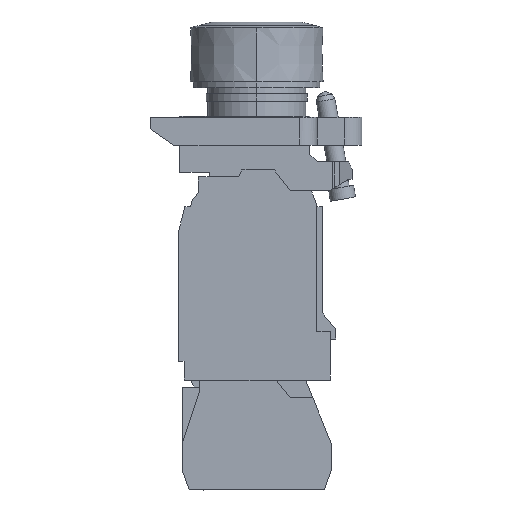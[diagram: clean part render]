
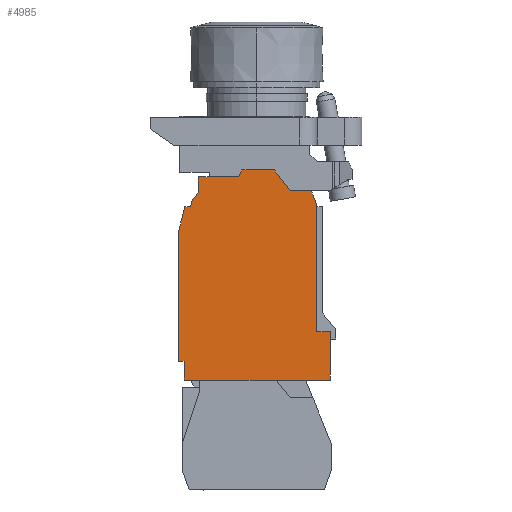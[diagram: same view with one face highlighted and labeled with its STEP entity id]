
A CAD part, left-side view. The second image highlights one B-rep face of the part: STEP entity #4985.
In plain terms, the highlighted planar face has unit normal (-1, 0, 0).
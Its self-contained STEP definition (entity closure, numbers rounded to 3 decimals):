
#346=DIRECTION('',(0.,1.,0.));
#347=VECTOR('',#346,6.32);
#348=CARTESIAN_POINT('',(0.2,20.08,67.2));
#349=LINE('',#348,#347);
#354=DIRECTION('',(0.,1.,0.));
#355=VECTOR('',#354,16.5);
#356=CARTESIAN_POINT('',(0.2,12.,23.6));
#357=LINE('',#356,#355);
#358=DIRECTION('',(0.,0.,-1.));
#359=VECTOR('',#358,4.);
#360=CARTESIAN_POINT('',(0.2,31.8,27.6));
#361=LINE('',#360,#359);
#362=DIRECTION('',(0.,-1.,0.));
#363=VECTOR('',#362,1.2);
#364=CARTESIAN_POINT('',(0.2,33.,27.6));
#365=LINE('',#364,#363);
#366=DIRECTION('',(0.,0.,-1.));
#367=VECTOR('',#366,27.747);
#368=CARTESIAN_POINT('',(0.2,33.,55.347));
#369=LINE('',#368,#367);
#370=DIRECTION('',(0.,0.242,-0.97));
#371=VECTOR('',#370,5.62);
#372=CARTESIAN_POINT('',(0.2,31.64,60.8));
#373=LINE('',#372,#371);
#374=DIRECTION('',(0.,1.,0.));
#375=VECTOR('',#374,1.237);
#376=CARTESIAN_POINT('',(0.2,30.404,60.8));
#377=LINE('',#376,#375);
#378=DIRECTION('',(0.,0.242,-0.97));
#379=VECTOR('',#378,1.34);
#380=CARTESIAN_POINT('',(0.2,30.08,62.1));
#381=LINE('',#380,#379);
#382=DIRECTION('',(0.,0.608,-0.794));
#383=VECTOR('',#382,2.268);
#384=CARTESIAN_POINT('',(0.2,28.7,63.9));
#385=LINE('',#384,#383);
#386=DIRECTION('',(0.,0.,-1.));
#387=VECTOR('',#386,3.3);
#388=CARTESIAN_POINT('',(0.2,28.7,67.2));
#389=LINE('',#388,#387);
#390=DIRECTION('',(0.,1.,0.));
#391=VECTOR('',#390,2.3);
#392=CARTESIAN_POINT('',(0.2,26.4,67.2));
#393=LINE('',#392,#391);
#394=DIRECTION('',(0.,0.375,0.927));
#395=VECTOR('',#394,3.171);
#396=CARTESIAN_POINT('',(0.2,3.3,61.26));
#397=LINE('',#396,#395);
#398=DIRECTION('',(0.,0.,1.));
#399=VECTOR('',#398,27.26);
#400=CARTESIAN_POINT('',(0.2,3.3,34.));
#401=LINE('',#400,#399);
#402=DIRECTION('',(0.,1.,0.));
#403=VECTOR('',#402,2.9);
#404=CARTESIAN_POINT('',(0.2,0.4,34.));
#405=LINE('',#404,#403);
#450=DIRECTION('',(0.,1.,0.));
#451=VECTOR('',#450,11.6);
#452=CARTESIAN_POINT('',(0.2,0.4,23.6));
#453=LINE('',#452,#451);
#476=DIRECTION('',(0.,1.,0.));
#477=VECTOR('',#476,3.3);
#478=CARTESIAN_POINT('',(0.2,28.5,23.6));
#479=LINE('',#478,#477);
#782=DIRECTION('',(0.,0.,-1.));
#783=VECTOR('',#782,10.4);
#784=CARTESIAN_POINT('',(0.2,0.4,34.));
#785=LINE('',#784,#783);
#1006=DIRECTION('',(0.,1.,0.));
#1007=VECTOR('',#1006,4.512);
#1008=CARTESIAN_POINT('',(0.2,4.488,64.2));
#1009=LINE('',#1008,#1007);
#2107=DIRECTION('',(0.,0.608,0.794));
#2108=VECTOR('',#2107,5.67);
#2109=CARTESIAN_POINT('',(0.2,9.,64.2));
#2110=LINE('',#2109,#2108);
#2115=DIRECTION('',(0.,1.,0.));
#2116=VECTOR('',#2115,6.919);
#2117=CARTESIAN_POINT('',(0.2,12.45,68.7));
#2118=LINE('',#2117,#2116);
#2119=DIRECTION('',(0.,-0.429,0.903));
#2120=VECTOR('',#2119,1.66);
#2121=CARTESIAN_POINT('',(0.2,20.08,67.2));
#2122=LINE('',#2121,#2120);
#4015=CARTESIAN_POINT('',(0.2,0.4,23.6));
#4017=VERTEX_POINT('',#4015);
#4019=CARTESIAN_POINT('',(0.2,0.4,34.));
#4020=VERTEX_POINT('',#4019);
#4053=CARTESIAN_POINT('',(0.2,31.8,23.6));
#4055=VERTEX_POINT('',#4053);
#4127=CARTESIAN_POINT('',(0.2,3.3,34.));
#4128=VERTEX_POINT('',#4127);
#4151=CARTESIAN_POINT('',(0.2,31.8,27.6));
#4152=VERTEX_POINT('',#4151);
#4153=CARTESIAN_POINT('',(0.2,33.,27.6));
#4154=VERTEX_POINT('',#4153);
#4155=CARTESIAN_POINT('',(0.2,33.,55.347));
#4156=VERTEX_POINT('',#4155);
#4157=CARTESIAN_POINT('',(0.2,31.64,60.8));
#4158=VERTEX_POINT('',#4157);
#4159=CARTESIAN_POINT('',(0.2,30.404,60.8));
#4160=VERTEX_POINT('',#4159);
#4161=CARTESIAN_POINT('',(0.2,30.08,62.1));
#4162=VERTEX_POINT('',#4161);
#4163=CARTESIAN_POINT('',(0.2,28.7,63.9));
#4164=VERTEX_POINT('',#4163);
#4165=CARTESIAN_POINT('',(0.2,28.7,67.2));
#4166=VERTEX_POINT('',#4165);
#4167=CARTESIAN_POINT('',(0.2,3.3,61.26));
#4168=VERTEX_POINT('',#4167);
#4231=CARTESIAN_POINT('',(0.2,12.45,68.7));
#4232=CARTESIAN_POINT('',(0.2,19.369,68.7));
#4233=VERTEX_POINT('',#4231);
#4234=VERTEX_POINT('',#4232);
#4235=CARTESIAN_POINT('',(0.2,20.08,67.2));
#4236=VERTEX_POINT('',#4235);
#4237=CARTESIAN_POINT('',(0.2,26.4,67.2));
#4238=VERTEX_POINT('',#4237);
#4247=CARTESIAN_POINT('',(0.2,4.488,64.2));
#4248=CARTESIAN_POINT('',(0.2,9.,64.2));
#4249=VERTEX_POINT('',#4247);
#4250=VERTEX_POINT('',#4248);
#4407=CARTESIAN_POINT('',(0.2,28.5,23.6));
#4409=VERTEX_POINT('',#4407);
#4421=CARTESIAN_POINT('',(0.2,12.,23.6));
#4422=VERTEX_POINT('',#4421);
#4938=CARTESIAN_POINT('',(0.2,31.8,23.6));
#4939=DIRECTION('',(1.,0.,0.));
#4940=DIRECTION('',(0.,1.,0.));
#4941=AXIS2_PLACEMENT_3D('',#4938,#4939,#4940);
#4942=PLANE('',#4941);
#4944=ORIENTED_EDGE('',*,*,#4943,.T.);
#4946=ORIENTED_EDGE('',*,*,#4945,.T.);
#4948=ORIENTED_EDGE('',*,*,#4947,.F.);
#4950=ORIENTED_EDGE('',*,*,#4949,.F.);
#4952=ORIENTED_EDGE('',*,*,#4951,.F.);
#4954=ORIENTED_EDGE('',*,*,#4953,.F.);
#4956=ORIENTED_EDGE('',*,*,#4955,.F.);
#4958=ORIENTED_EDGE('',*,*,#4957,.F.);
#4960=ORIENTED_EDGE('',*,*,#4959,.F.);
#4962=ORIENTED_EDGE('',*,*,#4961,.F.);
#4963=ORIENTED_EDGE('',*,*,#4896,.F.);
#4964=ORIENTED_EDGE('',*,*,#4929,.F.);
#4966=ORIENTED_EDGE('',*,*,#4965,.T.);
#4968=ORIENTED_EDGE('',*,*,#4967,.F.);
#4970=ORIENTED_EDGE('',*,*,#4969,.F.);
#4972=ORIENTED_EDGE('',*,*,#4971,.F.);
#4974=ORIENTED_EDGE('',*,*,#4973,.F.);
#4976=ORIENTED_EDGE('',*,*,#4975,.F.);
#4978=ORIENTED_EDGE('',*,*,#4977,.F.);
#4980=ORIENTED_EDGE('',*,*,#4979,.T.);
#4982=ORIENTED_EDGE('',*,*,#4981,.T.);
#4983=EDGE_LOOP('',(#4944,#4946,#4948,#4950,#4952,#4954,#4956,#4958,#4960,#4962,
#4963,#4964,#4966,#4968,#4970,#4972,#4974,#4976,#4978,#4980,#4982));
#4984=FACE_OUTER_BOUND('',#4983,.F.);
#4896=EDGE_CURVE('',#4238,#4166,#393,.T.);
#4929=EDGE_CURVE('',#4236,#4238,#349,.T.);
#4943=EDGE_CURVE('',#4422,#4409,#357,.T.);
#4945=EDGE_CURVE('',#4409,#4055,#479,.T.);
#4947=EDGE_CURVE('',#4152,#4055,#361,.T.);
#4949=EDGE_CURVE('',#4154,#4152,#365,.T.);
#4951=EDGE_CURVE('',#4156,#4154,#369,.T.);
#4953=EDGE_CURVE('',#4158,#4156,#373,.T.);
#4955=EDGE_CURVE('',#4160,#4158,#377,.T.);
#4957=EDGE_CURVE('',#4162,#4160,#381,.T.);
#4959=EDGE_CURVE('',#4164,#4162,#385,.T.);
#4961=EDGE_CURVE('',#4166,#4164,#389,.T.);
#4965=EDGE_CURVE('',#4236,#4234,#2122,.T.);
#4967=EDGE_CURVE('',#4233,#4234,#2118,.T.);
#4969=EDGE_CURVE('',#4250,#4233,#2110,.T.);
#4971=EDGE_CURVE('',#4249,#4250,#1009,.T.);
#4973=EDGE_CURVE('',#4168,#4249,#397,.T.);
#4975=EDGE_CURVE('',#4128,#4168,#401,.T.);
#4977=EDGE_CURVE('',#4020,#4128,#405,.T.);
#4979=EDGE_CURVE('',#4020,#4017,#785,.T.);
#4981=EDGE_CURVE('',#4017,#4422,#453,.T.);
#4985=ADVANCED_FACE('',(#4984),#4942,.F.);
